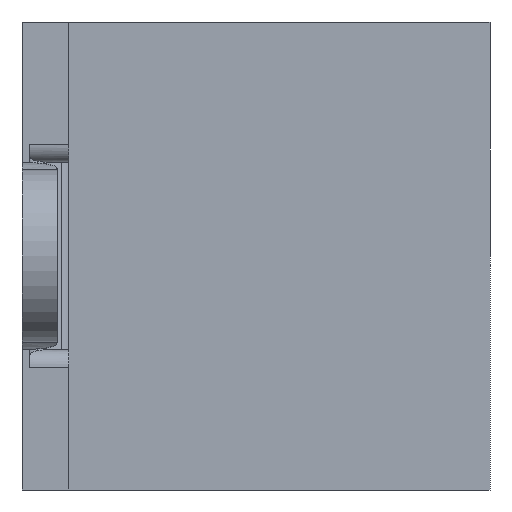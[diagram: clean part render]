
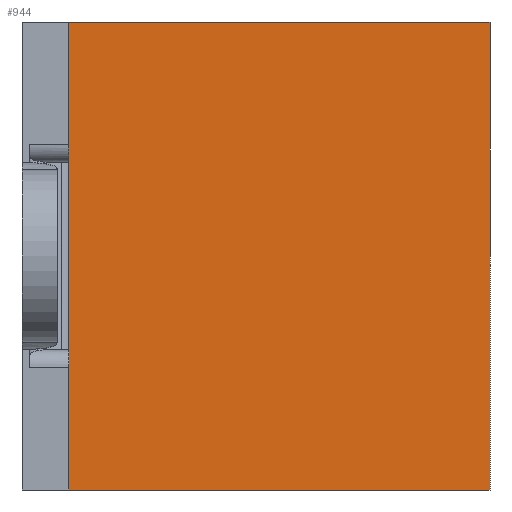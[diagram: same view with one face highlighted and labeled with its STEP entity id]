
A CAD part, left-side view. The second image highlights one B-rep face of the part: STEP entity #944.
In plain terms, the highlighted planar face has unit normal (-1, 0, 0).
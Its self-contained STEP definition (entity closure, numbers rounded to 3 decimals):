
#64=PLANE('',#1034);
#112=FACE_OUTER_BOUND('',#161,.T.);
#161=EDGE_LOOP('',(#842,#843,#844,#845));
#216=LINE('',#1522,#311);
#237=LINE('',#1612,#332);
#259=LINE('',#1657,#354);
#260=LINE('',#1659,#355);
#311=VECTOR('',#1164,10.);
#332=VECTOR('',#1235,10.);
#354=VECTOR('',#1277,10.);
#355=VECTOR('',#1280,10.);
#434=VERTEX_POINT('',#1519);
#435=VERTEX_POINT('',#1521);
#455=VERTEX_POINT('',#1611);
#468=VERTEX_POINT('',#1655);
#544=EDGE_CURVE('',#434,#435,#216,.T.);
#579=EDGE_CURVE('',#435,#455,#237,.T.);
#602=EDGE_CURVE('',#434,#468,#259,.T.);
#603=EDGE_CURVE('',#455,#468,#260,.T.);
#842=ORIENTED_EDGE('',*,*,#544,.F.);
#843=ORIENTED_EDGE('',*,*,#602,.T.);
#844=ORIENTED_EDGE('',*,*,#603,.F.);
#845=ORIENTED_EDGE('',*,*,#579,.F.);
#944=ADVANCED_FACE('',(#112),#64,.T.);
#1034=AXIS2_PLACEMENT_3D('',#1658,#1278,#1279);
#1164=DIRECTION('',(0.,1.,0.));
#1235=DIRECTION('',(0.,0.,1.));
#1277=DIRECTION('',(0.,0.,1.));
#1278=DIRECTION('center_axis',(-1.,0.,0.));
#1279=DIRECTION('ref_axis',(0.,-1.,0.));
#1280=DIRECTION('',(0.,-1.,0.));
#1519=CARTESIAN_POINT('',(0.,-18.,0.));
#1521=CARTESIAN_POINT('',(0.,0.,0.));
#1522=CARTESIAN_POINT('',(0.,-18.,0.));
#1611=CARTESIAN_POINT('',(0.,0.,20.));
#1612=CARTESIAN_POINT('',(0.,0.,0.));
#1655=CARTESIAN_POINT('',(0.,-18.,20.));
#1657=CARTESIAN_POINT('',(0.,-18.,0.));
#1658=CARTESIAN_POINT('Origin',(0.,0.,0.));
#1659=CARTESIAN_POINT('',(0.,-18.,20.));
